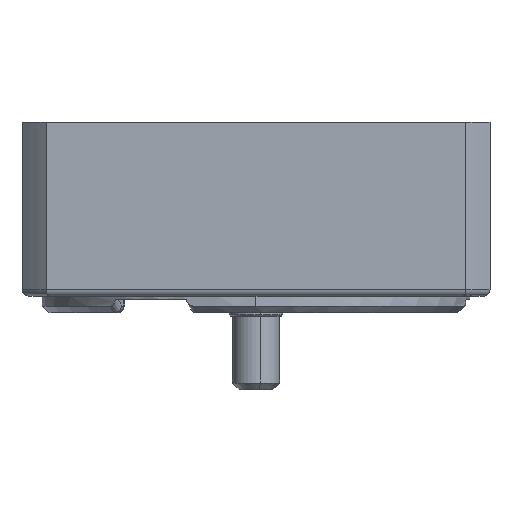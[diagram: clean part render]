
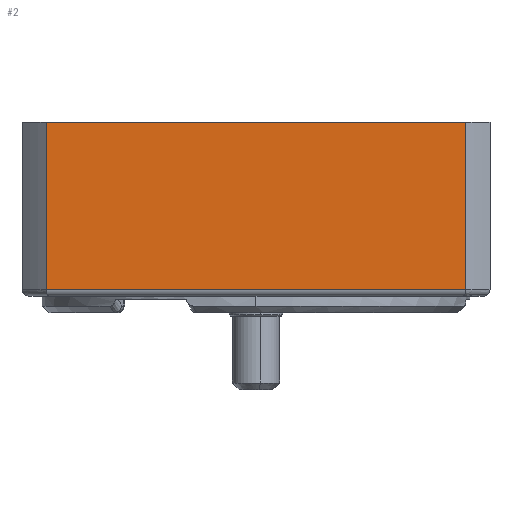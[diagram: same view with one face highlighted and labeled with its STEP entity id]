
A CAD part, left-side view. The second image highlights one B-rep face of the part: STEP entity #2.
In plain terms, the highlighted planar face has unit normal (-1, 0, 0).
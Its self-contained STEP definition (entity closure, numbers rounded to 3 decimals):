
#1 = ORIENTED_EDGE ( 'NONE', *, *, #9442, .T. ) ;
#2 = ADVANCED_FACE ( 'NONE', ( #2616 ), #2617, .T. ) ;
#4 = EDGE_CURVE ( 'NONE', #9443, #9417, #2615, .T. ) ;
#12 = ORIENTED_EDGE ( 'NONE', *, *, #9441, .T. ) ;
#13 = ORIENTED_EDGE ( 'NONE', *, *, #9449, .T. ) ;
#36 = ORIENTED_EDGE ( 'NONE', *, *, #4, .T. ) ;
#2605 = DIRECTION ( 'NONE',  ( 0., -1., 0. ) ) ;
#2606 = VECTOR ( 'NONE', #2605, 1000. ) ;
#2607 = CARTESIAN_POINT ( 'NONE',  ( -35., -31.369, -26. ) ) ;
#2611 = DIRECTION ( 'NONE',  ( 0., 0., 1. ) ) ;
#2612 = DIRECTION ( 'NONE',  ( -1., 0., 0. ) ) ;
#2613 = CARTESIAN_POINT ( 'NONE',  ( -35., -35., -29.5 ) ) ;
#2614 = AXIS2_PLACEMENT_3D ( 'NONE', #2613, #2612, #2611 ) ;
#2615 = LINE ( 'NONE', #2607, #2606 ) ;
#2616 = FACE_OUTER_BOUND ( 'NONE', #9436, .T. ) ;
#2617 = PLANE ( 'NONE',  #2614 ) ;
#7780 = CARTESIAN_POINT ( 'NONE',  ( -35., -31.369, -1. ) ) ;
#7825 = CARTESIAN_POINT ( 'NONE',  ( -35., -31.369, -26. ) ) ;
#7851 = CARTESIAN_POINT ( 'NONE',  ( -35., 31.369, -1. ) ) ;
#7871 = CARTESIAN_POINT ( 'NONE',  ( -35., -31.369, 0. ) ) ;
#7872 = LINE ( 'NONE', #7871, #7927 ) ;
#7875 = DIRECTION ( 'NONE',  ( 0., 1., 0. ) ) ;
#7876 = VECTOR ( 'NONE', #7875, 1000. ) ;
#7877 = CARTESIAN_POINT ( 'NONE',  ( -35., -35., -1. ) ) ;
#7878 = LINE ( 'NONE', #7877, #7876 ) ;
#7879 = DIRECTION ( 'NONE',  ( 0., 0., -1. ) ) ;
#7880 = VECTOR ( 'NONE', #7879, 1000. ) ;
#7881 = CARTESIAN_POINT ( 'NONE',  ( -35., 31.369, 0. ) ) ;
#7885 = CARTESIAN_POINT ( 'NONE',  ( -35., 31.369, -26. ) ) ;
#7886 = LINE ( 'NONE', #7881, #7880 ) ;
#7926 = DIRECTION ( 'NONE',  ( 0., 0., 1. ) ) ;
#7927 = VECTOR ( 'NONE', #7926, 1000. ) ;
#9396 = VERTEX_POINT ( 'NONE', #7780 ) ;
#9417 = VERTEX_POINT ( 'NONE', #7825 ) ;
#9429 = VERTEX_POINT ( 'NONE', #7851 ) ;
#9436 = EDGE_LOOP ( 'NONE', ( #13, #1, #12, #36 ) ) ;
#9441 = EDGE_CURVE ( 'NONE', #9429, #9443, #7886, .T. ) ;
#9442 = EDGE_CURVE ( 'NONE', #9396, #9429, #7878, .T. ) ;
#9443 = VERTEX_POINT ( 'NONE', #7885 ) ;
#9449 = EDGE_CURVE ( 'NONE', #9417, #9396, #7872, .T. ) ;
